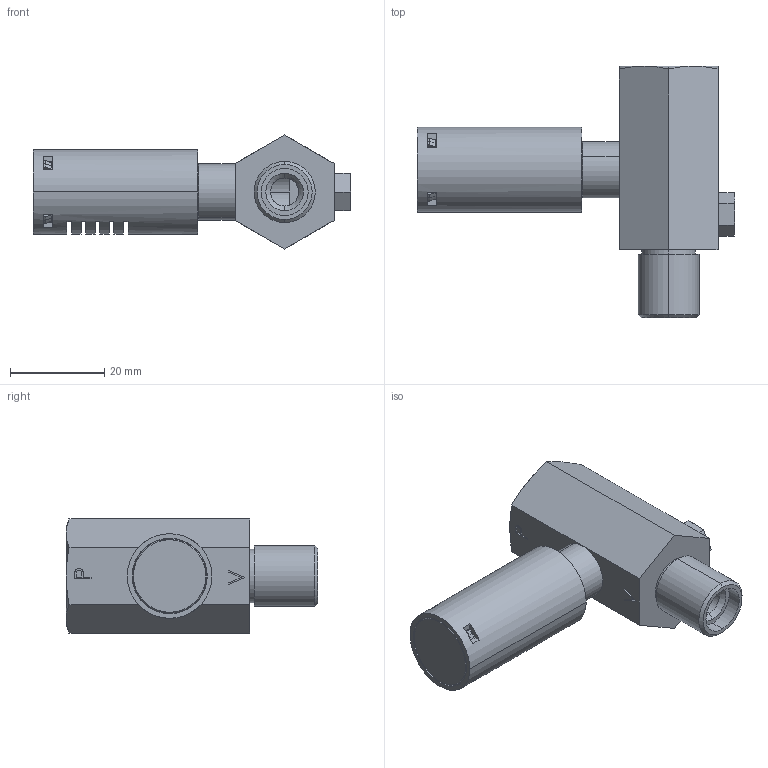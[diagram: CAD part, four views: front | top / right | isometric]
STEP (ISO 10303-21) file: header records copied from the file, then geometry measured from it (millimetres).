
FILE_DESCRIPTION(('STEP AP214'),'1');
FILE_NAME('COVAL_VR12M14S.stp','2017-12-27T16:00:31',('TraceParts'),('TraceParts S.A.'),'Spatial InterOp 3D',' ',' ');
FILE_SCHEMA(('automotive_design'));
Length unit declared in the file: millimetre
Products named in the file (4): COVAL_VR12M14S_1; COVAL_VR12M14S_2; COVAL_VR12M14S_3; COVAL_VR12M14S_4
Bounding box: 67.6 x 53.5 x 24.25 mm (x, y, z)
Volume: 17178.1 mm3; surface area: 13015.6 mm2
Topology: 6 solids, 6 shells, 238 faces, 562 edges, 349 vertices
Faces by surface type: plane 104, cone 70, cylinder 58, extrusion 6
Entity records: 9705 total; most frequent: CARTESIAN_POINT 2136, DIRECTION 1195, ORIENTED_EDGE 1116, EDGE_CURVE 558, AXIS2_PLACEMENT_3D 455, VERTEX_POINT 349, EDGE_LOOP 285, VECTOR 285
